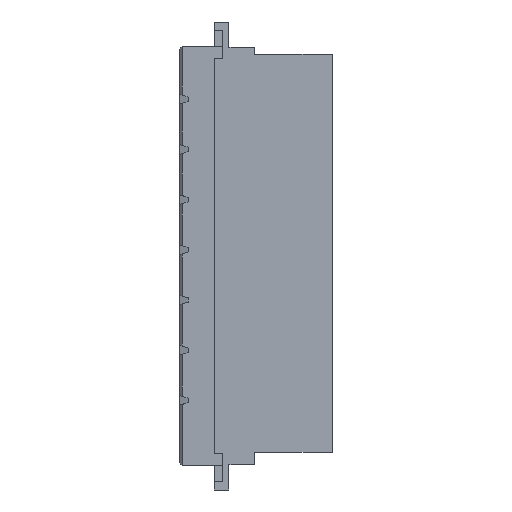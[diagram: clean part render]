
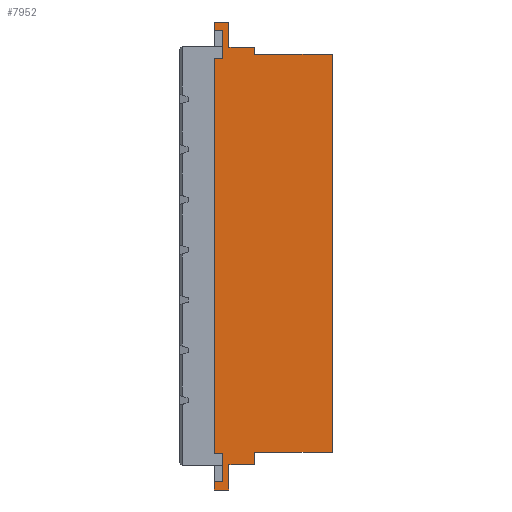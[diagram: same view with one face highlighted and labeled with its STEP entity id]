
A CAD part, left-side view. The second image highlights one B-rep face of the part: STEP entity #7952.
In plain terms, the highlighted free-form (B-spline) face has degree [1, 1] with [2, 2] control points.
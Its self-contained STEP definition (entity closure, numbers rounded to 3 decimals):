
#4145=CARTESIAN_POINT('V201',(-7.35,2.97,
   45.75));
#4146=VERTEX_POINT('V201',#4145);
#4147=CARTESIAN_POINT('V202',(-7.35,1.34,
   45.75));
#4148=VERTEX_POINT('V202',#4147);
#4149=CARTESIAN_POINT('E292',(-7.35,2.97,
   45.75));
#4150=CARTESIAN_POINT('E292',(-7.35,1.34,
   45.75));
#4151=QUASI_UNIFORM_CURVE('E292',1,(#4149,#4150),.POLYLINE_FORM.,.F.,
   .U.);
#4152=EDGE_CURVE('E292',#4146,#4148,#4151,.T.);
#5838=CARTESIAN_POINT('V195',(-7.35,-5.15,
   -39.705));
#5839=VERTEX_POINT('V195',#5838);
#5847=CARTESIAN_POINT('V194',(-7.35,-5.15,
   -42.235));
#5848=VERTEX_POINT('V194',#5847);
#5849=CARTESIAN_POINT('E284',(-7.35,-5.15,
   -42.235));
#5850=CARTESIAN_POINT('E284',(-7.35,-5.15,
   -39.705));
#5851=B_SPLINE_CURVE_WITH_KNOTS('E284',1,(#5849,#5850),
   .POLYLINE_FORM.,.F.,.U.,(2,2),(0.0,0.491),
   .UNSPECIFIED.);
#5852=EDGE_CURVE('E284',#5848,#5839,#5851,.T.);
#5909=CARTESIAN_POINT('V1',(-7.35,-20.93,
   -39.705));
#5910=VERTEX_POINT('V1',#5909);
#5918=CARTESIAN_POINT('E285',(-7.35,-5.15,
   -39.705));
#5919=CARTESIAN_POINT('E285',(-7.35,-20.93,
   -39.705));
#5920=QUASI_UNIFORM_CURVE('E285',1,(#5918,#5919),.POLYLINE_FORM.,.F.,
   .U.);
#5921=EDGE_CURVE('E285',#5839,#5910,#5920,.T.);
#6047=CARTESIAN_POINT('V2',(-7.35,-20.93,
   40.845));
#6048=VERTEX_POINT('V2',#6047);
#6063=CARTESIAN_POINT('V196',(-7.35,-5.15,
   40.845));
#6064=VERTEX_POINT('V196',#6063);
#6070=CARTESIAN_POINT('E286',(-7.35,-20.93,
   40.845));
#6071=CARTESIAN_POINT('E286',(-7.35,-5.15,
   40.845));
#6072=QUASI_UNIFORM_CURVE('E286',1,(#6070,#6071),.POLYLINE_FORM.,.F.,
   .U.);
#6073=EDGE_CURVE('E286',#6048,#6064,#6072,.T.);
#6175=CARTESIAN_POINT('V197',(-7.35,-5.15,
   42.235));
#6176=VERTEX_POINT('V197',#6175);
#6182=CARTESIAN_POINT('E287',(-7.35,-5.15,
   40.845));
#6183=CARTESIAN_POINT('E287',(-7.35,-5.15,
   42.235));
#6184=B_SPLINE_CURVE_WITH_KNOTS('E287',1,(#6182,#6183),
   .POLYLINE_FORM.,.F.,.U.,(2,2),(16.132,
   16.402),.UNSPECIFIED.);
#6185=EDGE_CURVE('E287',#6064,#6176,#6184,.T.);
#6438=CARTESIAN_POINT('V200',(-7.35,2.97,
   47.375));
#6439=VERTEX_POINT('V200',#6438);
#6445=CARTESIAN_POINT('V199',(-7.35,0.0,
   47.375));
#6446=VERTEX_POINT('V199',#6445);
#6447=CARTESIAN_POINT('E290',(-7.35,0.0,
   47.375));
#6448=CARTESIAN_POINT('E290',(-7.35,2.97,
   47.375));
#6449=QUASI_UNIFORM_CURVE('E290',1,(#6447,#6448),.POLYLINE_FORM.,.F.,
   .U.);
#6450=EDGE_CURVE('E290',#6446,#6439,#6449,.T.);
#6480=CARTESIAN_POINT('V198',(-7.35,0.0,
   42.235));
#6481=VERTEX_POINT('V198',#6480);
#6495=CARTESIAN_POINT('E289',(-7.35,0.0,
   42.235));
#6496=CARTESIAN_POINT('E289',(-7.35,0.0,
   47.375));
#6497=B_SPLINE_CURVE_WITH_KNOTS('E289',1,(#6495,#6496),
   .POLYLINE_FORM.,.F.,.U.,(2,2),(30.172,
   31.902),.UNSPECIFIED.);
#6498=EDGE_CURVE('E289',#6481,#6446,#6497,.T.);
#6512=CARTESIAN_POINT('E288',(-7.35,-5.15,
   42.235));
#6513=CARTESIAN_POINT('E288',(-7.35,0.0,
   42.235));
#6514=QUASI_UNIFORM_CURVE('E288',1,(#6512,#6513),.POLYLINE_FORM.,.F.,
   .U.);
#6515=EDGE_CURVE('E288',#6176,#6481,#6514,.T.);
#6760=CARTESIAN_POINT('E291',(-7.35,2.97,
   45.75));
#6761=CARTESIAN_POINT('E291',(-7.35,2.97,
   47.375));
#6762=B_SPLINE_CURVE_WITH_KNOTS('E291',1,(#6760,#6761),
   .POLYLINE_FORM.,.F.,.U.,(2,2),(3.104,
   3.158),.UNSPECIFIED.);
#6763=EDGE_CURVE('E291',#4146,#6439,#6762,.T.);
#6942=CARTESIAN_POINT('V203',(-7.35,1.34,
   39.95));
#6943=VERTEX_POINT('V203',#6942);
#6949=CARTESIAN_POINT('E293',(-7.35,1.34,
   45.75));
#6950=CARTESIAN_POINT('E293',(-7.35,1.34,
   39.95));
#6951=B_SPLINE_CURVE_WITH_KNOTS('E293',1,(#6949,#6950),
   .POLYLINE_FORM.,.F.,.U.,(2,2),(0.0,3.558),
   .UNSPECIFIED.);
#6952=EDGE_CURVE('E293',#4148,#6943,#6951,.T.);
#6972=CARTESIAN_POINT('V204',(-7.35,2.97,
   39.95));
#6973=VERTEX_POINT('V204',#6972);
#6979=CARTESIAN_POINT('E294',(-7.35,1.34,
   39.95));
#6980=CARTESIAN_POINT('E294',(-7.35,2.97,
   39.95));
#6981=B_SPLINE_CURVE_WITH_KNOTS('E294',1,(#6979,#6980),
   .POLYLINE_FORM.,.F.,.U.,(2,2),(0.0,1.399),
   .UNSPECIFIED.);
#6982=EDGE_CURVE('E294',#6943,#6973,#6981,.T.);
#6995=CARTESIAN_POINT('V205',(-7.35,2.97,
   -39.95));
#6996=VERTEX_POINT('V205',#6995);
#7002=CARTESIAN_POINT('E295',(-7.35,2.97,
   -39.95));
#7003=CARTESIAN_POINT('E295',(-7.35,2.97,
   39.95));
#7004=B_SPLINE_CURVE_WITH_KNOTS('E295',1,(#7002,#7003),
   .POLYLINE_FORM.,.F.,.U.,(2,2),(0.248,
   2.911),.UNSPECIFIED.);
#7005=EDGE_CURVE('E295',#6996,#6973,#7004,.T.);
#7021=CARTESIAN_POINT('V206',(-7.35,1.34,
   -39.95));
#7022=VERTEX_POINT('V206',#7021);
#7023=CARTESIAN_POINT('E296',(-7.35,2.97,
   -39.95));
#7024=CARTESIAN_POINT('E296',(-7.35,1.34,
   -39.95));
#7025=QUASI_UNIFORM_CURVE('E296',1,(#7023,#7024),.POLYLINE_FORM.,.F.,
   .U.);
#7026=EDGE_CURVE('E296',#6996,#7022,#7025,.T.);
#7711=CARTESIAN_POINT('V207',(-7.35,1.34,
   -45.75));
#7712=VERTEX_POINT('V207',#7711);
#7718=CARTESIAN_POINT('E297',(-7.35,1.34,
   -39.95));
#7719=CARTESIAN_POINT('E297',(-7.35,1.34,
   -45.75));
#7720=B_SPLINE_CURVE_WITH_KNOTS('E297',1,(#7718,#7719),
   .POLYLINE_FORM.,.F.,.U.,(2,2),(0.0,3.558),
   .UNSPECIFIED.);
#7721=EDGE_CURVE('E297',#7022,#7712,#7720,.T.);
#7736=CARTESIAN_POINT('V208',(-7.35,2.97,
   -45.75));
#7737=VERTEX_POINT('V208',#7736);
#7743=CARTESIAN_POINT('E298',(-7.35,1.34,
   -45.75));
#7744=CARTESIAN_POINT('E298',(-7.35,2.97,
   -45.75));
#7745=QUASI_UNIFORM_CURVE('E298',1,(#7743,#7744),.POLYLINE_FORM.,.F.,
   .U.);
#7746=EDGE_CURVE('E298',#7712,#7737,#7745,.T.);
#7799=CARTESIAN_POINT('V209',(-7.35,2.97,
   -47.375));
#7800=VERTEX_POINT('V209',#7799);
#7806=CARTESIAN_POINT('E299',(-7.35,2.97,
   -47.375));
#7807=CARTESIAN_POINT('E299',(-7.35,2.97,
   -45.75));
#7808=B_SPLINE_CURVE_WITH_KNOTS('E299',1,(#7806,#7807),
   .POLYLINE_FORM.,.F.,.U.,(2,2),(0.0,0.054),
   .UNSPECIFIED.);
#7809=EDGE_CURVE('E299',#7800,#7737,#7808,.T.);
#7863=CARTESIAN_POINT('V210',(-7.35,0.0,
   -47.375));
#7864=VERTEX_POINT('V210',#7863);
#7870=CARTESIAN_POINT('E300',(-7.35,2.97,
   -47.375));
#7871=CARTESIAN_POINT('E300',(-7.35,0.0,
   -47.375));
#7872=QUASI_UNIFORM_CURVE('E300',1,(#7870,#7871),.POLYLINE_FORM.,.F.,
   .U.);
#7873=EDGE_CURVE('E300',#7800,#7864,#7872,.T.);
#7885=CARTESIAN_POINT('V193',(-7.35,0.0,
   -42.235));
#7886=VERTEX_POINT('V193',#7885);
#7892=CARTESIAN_POINT('E301',(-7.35,0.0,
   -47.375));
#7893=CARTESIAN_POINT('E301',(-7.35,0.0,
   -42.235));
#7894=B_SPLINE_CURVE_WITH_KNOTS('E301',1,(#7892,#7893),
   .POLYLINE_FORM.,.F.,.U.,(2,2),(0.0,1.731),
   .UNSPECIFIED.);
#7895=EDGE_CURVE('E301',#7864,#7886,#7894,.T.);
#7913=CARTESIAN_POINT('E283',(-7.35,0.0,
   -42.235));
#7914=CARTESIAN_POINT('E283',(-7.35,-5.15,
   -42.235));
#7915=QUASI_UNIFORM_CURVE('E283',1,(#7913,#7914),.POLYLINE_FORM.,.F.,
   .U.);
#7916=EDGE_CURVE('E283',#7886,#5848,#7915,.T.);
#7921=CARTESIAN_POINT('F103',(-7.35,3.07,
   -47.475));
#7922=CARTESIAN_POINT('F103',(-7.35,-21.13,
   -47.475));
#7923=CARTESIAN_POINT('F103',(-7.35,3.07,
   47.475));
#7924=CARTESIAN_POINT('F103',(-7.35,-21.13,
   47.475));
#7925=B_SPLINE_SURFACE_WITH_KNOTS('F103',1,1,((#7921,#7923),(
   #7922,#7924)),.PLANE_SURF.,.F.,.F.,.U.,(2,2),(2,2),(0.0,1.0),(
   0.0,3.924),.UNSPECIFIED.);
#7926=ORIENTED_EDGE('F107',*,*,#7916,.T.);
#7927=ORIENTED_EDGE('E284',*,*,#5852,.T.);
#7928=ORIENTED_EDGE('E285',*,*,#5921,.T.);
#7929=CARTESIAN_POINT('E1',(-7.35,-20.93,
   -39.705));
#7930=CARTESIAN_POINT('E1',(-7.35,-20.93,
   40.845));
#7931=B_SPLINE_CURVE_WITH_KNOTS('E1',1,(#7929,#7930),.POLYLINE_FORM.,
   .F.,.U.,(2,2),(0.0,5.105),.UNSPECIFIED.);
#7932=EDGE_CURVE('E1',#5910,#6048,#7931,.T.);
#7933=ORIENTED_EDGE('E1',*,*,#7932,.T.);
#7934=ORIENTED_EDGE('F118',*,*,#6073,.T.);
#7935=ORIENTED_EDGE('E287',*,*,#6185,.T.);
#7936=ORIENTED_EDGE('E288',*,*,#6515,.T.);
#7937=ORIENTED_EDGE('F105',*,*,#6498,.T.);
#7938=ORIENTED_EDGE('E290',*,*,#6450,.T.);
#7939=ORIENTED_EDGE('E291',*,*,#6763,.F.);
#7940=ORIENTED_EDGE('E292',*,*,#4152,.T.);
#7941=ORIENTED_EDGE('E293',*,*,#6952,.T.);
#7942=ORIENTED_EDGE('E294',*,*,#6982,.T.);
#7943=ORIENTED_EDGE('E295',*,*,#7005,.F.);
#7944=ORIENTED_EDGE('E296',*,*,#7026,.T.);
#7945=ORIENTED_EDGE('E297',*,*,#7721,.T.);
#7946=ORIENTED_EDGE('E298',*,*,#7746,.T.);
#7947=ORIENTED_EDGE('E299',*,*,#7809,.F.);
#7948=ORIENTED_EDGE('E300',*,*,#7873,.T.);
#7949=ORIENTED_EDGE('E301',*,*,#7895,.T.);
#7950=EDGE_LOOP('F103',(#7926,#7927,#7928,#7933,#7934,#7935,#7936,
   #7937,#7938,#7939,#7940,#7941,#7942,#7943,#7944,#7945,#7946,#7947,
   #7948,#7949));
#7951=FACE_OUTER_BOUND('F103',#7950,.T.);
#7952=ADVANCED_FACE('F103',(#7951),#7925,.T.);
